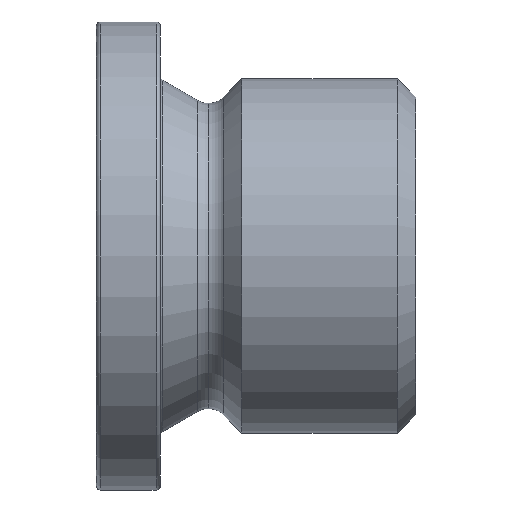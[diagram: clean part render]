
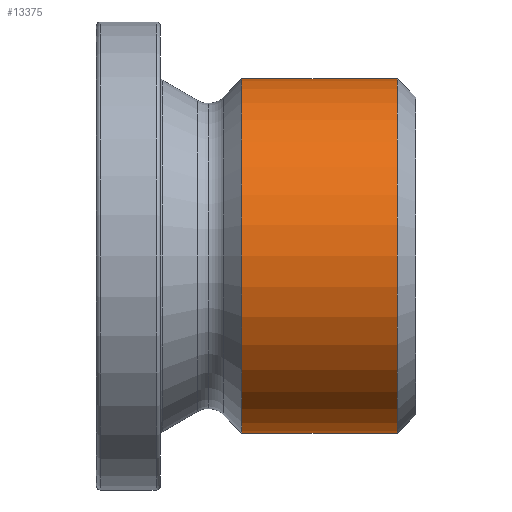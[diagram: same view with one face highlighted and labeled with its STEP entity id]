
A CAD part, front view. The second image highlights one B-rep face of the part: STEP entity #13375.
In plain terms, the highlighted cylindrical face has radius 8.33 mm (diameter 16.66 mm), a partial arc.
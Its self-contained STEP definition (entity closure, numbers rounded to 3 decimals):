
#98 = DIRECTION ( 'NONE',  ( -1., 0., 0. ) ) ;
#233 = LINE ( 'NONE', #13123, #11260 ) ;
#2142 = CIRCLE ( 'NONE', #4333, 8.33 ) ;
#3091 = ORIENTED_EDGE ( 'NONE', *, *, #3954, .T. ) ;
#3523 = CYLINDRICAL_SURFACE ( 'NONE', #10399, 8.33 ) ;
#3954 = EDGE_CURVE ( 'NONE', #10011, #12056, #14244, .T. ) ;
#4269 = ORIENTED_EDGE ( 'NONE', *, *, #13628, .F. ) ;
#4333 = AXIS2_PLACEMENT_3D ( 'NONE', #13510, #8531, #4447 ) ;
#4447 = DIRECTION ( 'NONE',  ( 0., 0., 1. ) ) ;
#5390 = VECTOR ( 'NONE', #98, 1000. ) ;
#5619 = DIRECTION ( 'NONE',  ( -1., 0., 0. ) ) ;
#6025 = FACE_OUTER_BOUND ( 'NONE', #11951, .T. ) ;
#6656 = DIRECTION ( 'NONE',  ( -1., 0., 0. ) ) ;
#6949 = EDGE_CURVE ( 'NONE', #12334, #11392, #2142, .T. ) ;
#7191 = ORIENTED_EDGE ( 'NONE', *, *, #9117, .T. ) ;
#7918 = CARTESIAN_POINT ( 'NONE',  ( 11.14, 0., 0. ) ) ;
#8291 = DIRECTION ( 'NONE',  ( -1., 0., 0. ) ) ;
#8497 = AXIS2_PLACEMENT_3D ( 'NONE', #7918, #6656, #10591 ) ;
#8531 = DIRECTION ( 'NONE',  ( -1., 0., 0. ) ) ;
#8745 = CARTESIAN_POINT ( 'NONE',  ( 11.14, 0., -8.33 ) ) ;
#9117 = EDGE_CURVE ( 'NONE', #12056, #11392, #233, .T. ) ;
#9271 = CARTESIAN_POINT ( 'NONE',  ( 11.14, 0., 8.33 ) ) ;
#9367 = CARTESIAN_POINT ( 'NONE',  ( -23.608, 0., -8.33 ) ) ;
#9500 = CARTESIAN_POINT ( 'NONE',  ( 3.832, 0., 8.33 ) ) ;
#10011 = VERTEX_POINT ( 'NONE', #8745 ) ;
#10399 = AXIS2_PLACEMENT_3D ( 'NONE', #15834, #5619, #10865 ) ;
#10591 = DIRECTION ( 'NONE',  ( 0., 0., 1. ) ) ;
#10865 = DIRECTION ( 'NONE',  ( 0., 0., 1. ) ) ;
#11260 = VECTOR ( 'NONE', #8291, 1000. ) ;
#11392 = VERTEX_POINT ( 'NONE', #9500 ) ;
#11951 = EDGE_LOOP ( 'NONE', ( #4269, #3091, #7191, #14291 ) ) ;
#12056 = VERTEX_POINT ( 'NONE', #9271 ) ;
#12334 = VERTEX_POINT ( 'NONE', #14915 ) ;
#13123 = CARTESIAN_POINT ( 'NONE',  ( -23.608, 0., 8.33 ) ) ;
#13375 = ADVANCED_FACE ( 'NONE', ( #6025 ), #3523, .T. ) ;
#13510 = CARTESIAN_POINT ( 'NONE',  ( 3.832, 0., 0. ) ) ;
#13628 = EDGE_CURVE ( 'NONE', #10011, #12334, #14728, .T. ) ;
#14244 = CIRCLE ( 'NONE', #8497, 8.33 ) ;
#14291 = ORIENTED_EDGE ( 'NONE', *, *, #6949, .F. ) ;
#14728 = LINE ( 'NONE', #9367, #5390 ) ;
#14915 = CARTESIAN_POINT ( 'NONE',  ( 3.832, 0., -8.33 ) ) ;
#15834 = CARTESIAN_POINT ( 'NONE',  ( -23.608, 0., 0. ) ) ;
